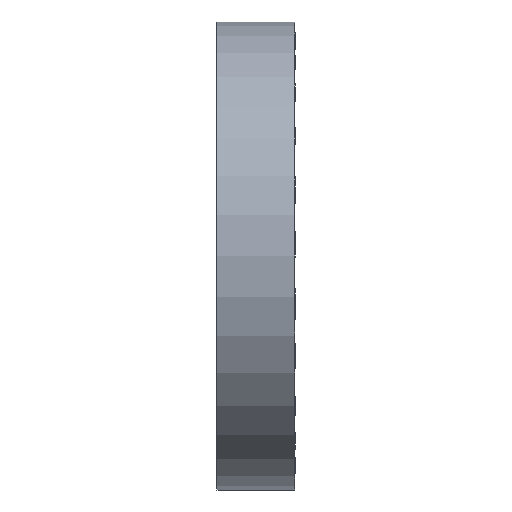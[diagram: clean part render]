
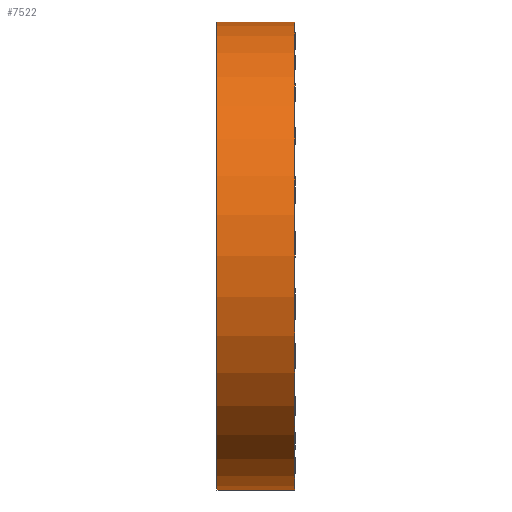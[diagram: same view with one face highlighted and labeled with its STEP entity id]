
A CAD part, left-side view. The second image highlights one B-rep face of the part: STEP entity #7522.
In plain terms, the highlighted cylindrical face has radius 38.1 mm (diameter 76.2 mm), a partial arc.
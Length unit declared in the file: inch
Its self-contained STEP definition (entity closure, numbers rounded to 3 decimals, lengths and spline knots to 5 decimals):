
#145 = VECTOR ( 'NONE', #12629, 39.37008 ) ;
#264 = LINE ( 'NONE', #4441, #12790 ) ;
#596 = CARTESIAN_POINT ( 'NONE',  ( -3.92506, 0.5, 0. ) ) ;
#1138 = EDGE_CURVE ( 'NONE', #2565, #7291, #264, .T. ) ;
#2490 = CARTESIAN_POINT ( 'NONE',  ( -3.92506, 0., 0. ) ) ;
#2565 = VERTEX_POINT ( 'NONE', #10799 ) ;
#2764 = VERTEX_POINT ( 'NONE', #11222 ) ;
#2892 = EDGE_CURVE ( 'NONE', #2764, #2565, #12729, .T. ) ;
#3277 = ORIENTED_EDGE ( 'NONE', *, *, #8971, .T. ) ;
#3389 = CYLINDRICAL_SURFACE ( 'NONE', #4833, 1.5 ) ;
#3708 = DIRECTION ( 'NONE',  ( 0., 0., 1. ) ) ;
#4068 = AXIS2_PLACEMENT_3D ( 'NONE', #5458, #13924, #6672 ) ;
#4170 = CARTESIAN_POINT ( 'NONE',  ( -3.92506, 0.5, -1.5 ) ) ;
#4441 = CARTESIAN_POINT ( 'NONE',  ( -3.92506, 0.5, 1.5 ) ) ;
#4620 = AXIS2_PLACEMENT_3D ( 'NONE', #2490, #10946, #3708 ) ;
#4833 = AXIS2_PLACEMENT_3D ( 'NONE', #596, #6667, #9105 ) ;
#5458 = CARTESIAN_POINT ( 'NONE',  ( -3.92506, 0.5, 0. ) ) ;
#6667 = DIRECTION ( 'NONE',  ( 0., -1., 0. ) ) ;
#6672 = DIRECTION ( 'NONE',  ( 0., 0., 1. ) ) ;
#7208 = ORIENTED_EDGE ( 'NONE', *, *, #2892, .F. ) ;
#7291 = VERTEX_POINT ( 'NONE', #14675 ) ;
#7522 = ADVANCED_FACE ( 'NONE', ( #10233 ), #3389, .T. ) ;
#7690 = CARTESIAN_POINT ( 'NONE',  ( -3.92506, 0., -1.5 ) ) ;
#8091 = DIRECTION ( 'NONE',  ( 0., -1., 0. ) ) ;
#8112 = CIRCLE ( 'NONE', #4620, 1.5 ) ;
#8971 = EDGE_CURVE ( 'NONE', #10628, #7291, #8112, .T. ) ;
#9105 = DIRECTION ( 'NONE',  ( 0., 0., -1. ) ) ;
#9842 = LINE ( 'NONE', #4170, #145 ) ;
#10233 = FACE_OUTER_BOUND ( 'NONE', #15658, .T. ) ;
#10628 = VERTEX_POINT ( 'NONE', #7690 ) ;
#10679 = EDGE_CURVE ( 'NONE', #2764, #10628, #9842, .T. ) ;
#10799 = CARTESIAN_POINT ( 'NONE',  ( -3.92506, 0.5, 1.5 ) ) ;
#10946 = DIRECTION ( 'NONE',  ( 0., 1., 0. ) ) ;
#11222 = CARTESIAN_POINT ( 'NONE',  ( -3.92506, 0.5, -1.5 ) ) ;
#11607 = ORIENTED_EDGE ( 'NONE', *, *, #10679, .T. ) ;
#12629 = DIRECTION ( 'NONE',  ( 0., -1., 0. ) ) ;
#12729 = CIRCLE ( 'NONE', #4068, 1.5 ) ;
#12790 = VECTOR ( 'NONE', #8091, 39.37008 ) ;
#13441 = ORIENTED_EDGE ( 'NONE', *, *, #1138, .F. ) ;
#13924 = DIRECTION ( 'NONE',  ( 0., 1., 0. ) ) ;
#14675 = CARTESIAN_POINT ( 'NONE',  ( -3.92506, 0., 1.5 ) ) ;
#15658 = EDGE_LOOP ( 'NONE', ( #3277, #13441, #7208, #11607 ) ) ;
